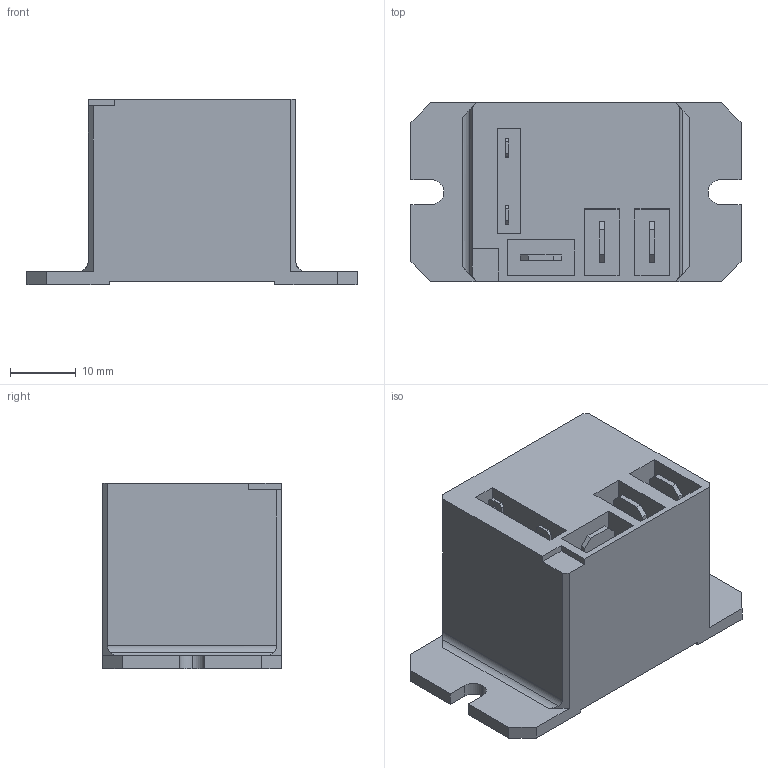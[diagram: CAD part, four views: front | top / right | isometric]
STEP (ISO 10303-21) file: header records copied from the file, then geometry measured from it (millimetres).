
FILE_DESCRIPTION((''),'2;1');
FILE_NAME('ST90.stp','2022-08-11T03:23:40',(''),(''),'FreeCAD','FreeCAD',', , ');
FILE_SCHEMA(('CONFIG_CONTROL_DESIGN'));
Length unit declared in the file: millimetre
Products named in the file (2): ST90; PART1
Assembly tree (1 placements, depth 2):
  ST90
    PART1
Bounding box: 50.2 x 27.2 x 28.2 mm (x, y, z)
Volume: 23071.7 mm3; surface area: 7523.3 mm2
Topology: 1 solids, 1 shells, 104 faces, 279 edges, 186 vertices
Faces by surface type: plane 86, cylinder 18
Entity records: 3348 total; most frequent: CARTESIAN_POINT 571, ORIENTED_EDGE 558, DIRECTION 527, EDGE_CURVE 279, VECTOR 243, LINE 243, VERTEX_POINT 186, AXIS2_PLACEMENT_3D 142
